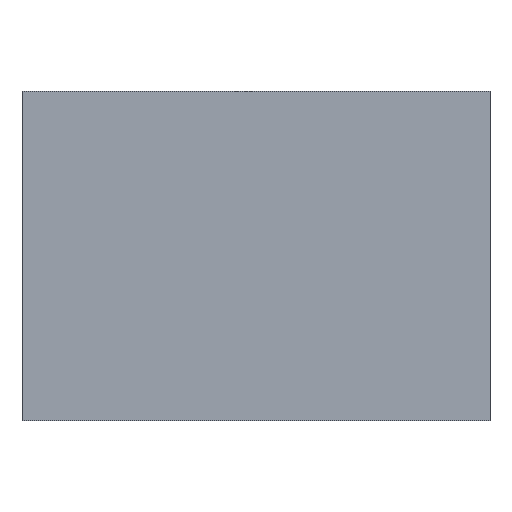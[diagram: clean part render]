
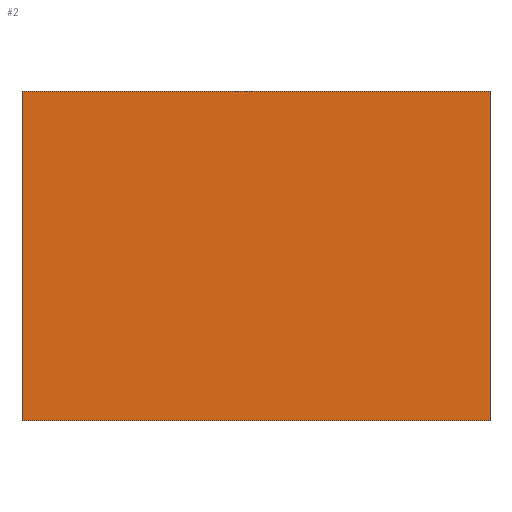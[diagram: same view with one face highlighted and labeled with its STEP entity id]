
A CAD part, front view. The second image highlights one B-rep face of the part: STEP entity #2.
In plain terms, the highlighted planar face has unit normal (0, -1, 0).
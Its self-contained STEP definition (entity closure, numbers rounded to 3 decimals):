
#2 = ADVANCED_FACE ( 'NONE', ( #20 ), #136, .T. ) ;
#7 = LINE ( 'NONE', #96, #141 ) ;
#8 = CARTESIAN_POINT ( 'NONE',  ( 9.8, -0.5, -6.9 ) ) ;
#20 = FACE_OUTER_BOUND ( 'NONE', #357, .T. ) ;
#24 = CARTESIAN_POINT ( 'NONE',  ( 9.8, -0.5, -6.9 ) ) ;
#51 = VERTEX_POINT ( 'NONE', #310 ) ;
#70 = CARTESIAN_POINT ( 'NONE',  ( 9.8, -0.5, 6.9 ) ) ;
#88 = DIRECTION ( 'NONE',  ( 1., 0., 0. ) ) ;
#90 = EDGE_CURVE ( 'NONE', #283, #160, #126, .T. ) ;
#94 = AXIS2_PLACEMENT_3D ( 'NONE', #24, #388, #217 ) ;
#95 = EDGE_CURVE ( 'NONE', #252, #51, #363, .T. ) ;
#96 = CARTESIAN_POINT ( 'NONE',  ( -9.8, -0.5, 6.9 ) ) ;
#126 = LINE ( 'NONE', #143, #380 ) ;
#136 = PLANE ( 'NONE',  #94 ) ;
#137 = ORIENTED_EDGE ( 'NONE', *, *, #366, .F. ) ;
#141 = VECTOR ( 'NONE', #336, 1000. ) ;
#143 = CARTESIAN_POINT ( 'NONE',  ( -9.8, -0.5, 6.9 ) ) ;
#150 = VECTOR ( 'NONE', #205, 1000. ) ;
#160 = VERTEX_POINT ( 'NONE', #328 ) ;
#174 = CARTESIAN_POINT ( 'NONE',  ( -9.8, -0.5, -6.9 ) ) ;
#180 = DIRECTION ( 'NONE',  ( 0., 0., -1. ) ) ;
#197 = ORIENTED_EDGE ( 'NONE', *, *, #95, .F. ) ;
#205 = DIRECTION ( 'NONE',  ( -1., 0., 0. ) ) ;
#217 = DIRECTION ( 'NONE',  ( 0., 0., -1. ) ) ;
#233 = EDGE_CURVE ( 'NONE', #51, #283, #7, .T. ) ;
#252 = VERTEX_POINT ( 'NONE', #8 ) ;
#276 = VECTOR ( 'NONE', #180, 1000. ) ;
#283 = VERTEX_POINT ( 'NONE', #368 ) ;
#291 = ORIENTED_EDGE ( 'NONE', *, *, #233, .F. ) ;
#310 = CARTESIAN_POINT ( 'NONE',  ( -9.8, -0.5, -6.9 ) ) ;
#315 = ORIENTED_EDGE ( 'NONE', *, *, #90, .F. ) ;
#328 = CARTESIAN_POINT ( 'NONE',  ( 9.8, -0.5, 6.9 ) ) ;
#336 = DIRECTION ( 'NONE',  ( 0., 0., 1. ) ) ;
#338 = LINE ( 'NONE', #70, #276 ) ;
#357 = EDGE_LOOP ( 'NONE', ( #137, #315, #291, #197 ) ) ;
#363 = LINE ( 'NONE', #174, #150 ) ;
#366 = EDGE_CURVE ( 'NONE', #160, #252, #338, .T. ) ;
#368 = CARTESIAN_POINT ( 'NONE',  ( -9.8, -0.5, 6.9 ) ) ;
#380 = VECTOR ( 'NONE', #88, 1000. ) ;
#388 = DIRECTION ( 'NONE',  ( 0., -1., 0. ) ) ;
